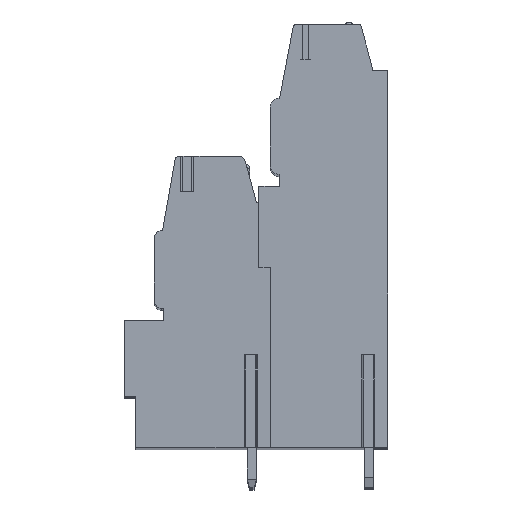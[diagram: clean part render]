
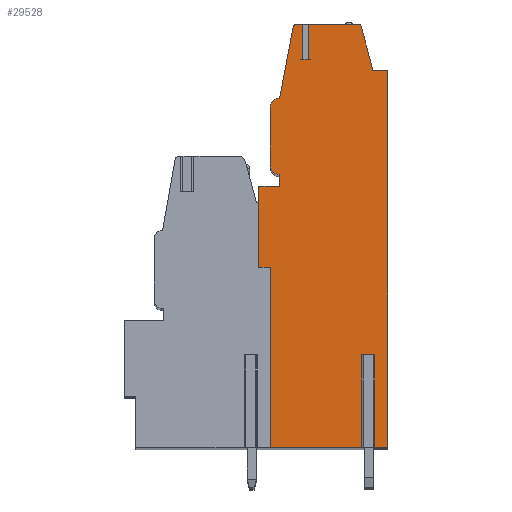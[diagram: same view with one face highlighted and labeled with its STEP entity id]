
A CAD part, top view. The second image highlights one B-rep face of the part: STEP entity #29528.
In plain terms, the highlighted planar face has unit normal (0, 0, 1).
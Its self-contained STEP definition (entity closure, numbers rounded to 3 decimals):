
#13=DIRECTION('',(0.,1.,0.));
#14=VECTOR('',#13,15.6);
#15=CARTESIAN_POINT('',(1.,-19.1,104.14));
#16=LINE('',#15,#14);
#17=DIRECTION('',(1.,0.,0.));
#18=VECTOR('',#17,1.);
#19=CARTESIAN_POINT('',(0.,-3.5,104.14));
#20=LINE('',#19,#18);
#21=DIRECTION('',(-1.,0.,0.));
#22=VECTOR('',#21,1.8);
#23=CARTESIAN_POINT('',(1.8,3.5,104.14));
#24=LINE('',#23,#22);
#25=DIRECTION('',(0.,-1.,0.));
#26=VECTOR('',#25,1.);
#27=CARTESIAN_POINT('',(1.8,4.5,104.14));
#28=LINE('',#27,#26);
#29=CARTESIAN_POINT('',(1.8,5.3,104.14));
#30=DIRECTION('',(0.,0.,1.));
#31=DIRECTION('',(-1.,0.,0.));
#32=AXIS2_PLACEMENT_3D('',#29,#30,#31);
#34=DIRECTION('',(0.,-1.,0.));
#35=VECTOR('',#34,5.);
#36=CARTESIAN_POINT('',(1.,10.3,104.14));
#37=LINE('',#36,#35);
#38=CARTESIAN_POINT('',(1.8,10.3,104.14));
#39=DIRECTION('',(0.,0.,1.));
#40=DIRECTION('',(0.,1.,0.));
#41=AXIS2_PLACEMENT_3D('',#38,#39,#40);
#43=DIRECTION('',(-0.186,-0.983,0.));
#44=VECTOR('',#43,6.265);
#45=CARTESIAN_POINT('',(2.964,17.256,104.14));
#46=LINE('',#45,#44);
#47=CARTESIAN_POINT('',(3.259,17.2,104.14));
#48=DIRECTION('',(0.,0.,1.));
#49=DIRECTION('',(0.,1.,0.));
#50=AXIS2_PLACEMENT_3D('',#47,#48,#49);
#52=DIRECTION('',(-1.,0.,0.));
#53=VECTOR('',#52,0.551);
#54=CARTESIAN_POINT('',(3.81,17.5,104.14));
#55=LINE('',#54,#53);
#56=DIRECTION('',(0.,-1.,0.));
#57=VECTOR('',#56,3.05);
#58=CARTESIAN_POINT('',(3.81,17.5,104.14));
#59=LINE('',#58,#57);
#60=DIRECTION('',(1.,0.,0.));
#61=VECTOR('',#60,0.5);
#62=CARTESIAN_POINT('',(3.81,14.45,104.14));
#63=LINE('',#62,#61);
#64=DIRECTION('',(0.,-1.,0.));
#65=VECTOR('',#64,3.05);
#66=CARTESIAN_POINT('',(4.31,17.5,104.14));
#67=LINE('',#66,#65);
#68=DIRECTION('',(-1.,0.,0.));
#69=VECTOR('',#68,4.27);
#70=CARTESIAN_POINT('',(8.58,17.5,104.14));
#71=LINE('',#70,#69);
#72=CARTESIAN_POINT('',(8.58,17.2,104.14));
#73=DIRECTION('',(0.,0.,1.));
#74=DIRECTION('',(0.965,0.261,0.));
#75=AXIS2_PLACEMENT_3D('',#72,#73,#74);
#77=DIRECTION('',(-0.261,0.965,0.));
#78=VECTOR('',#77,3.539);
#79=CARTESIAN_POINT('',(9.792,13.861,104.14));
#80=LINE('',#79,#78);
#81=DIRECTION('',(-0.035,0.999,0.));
#82=VECTOR('',#81,0.361);
#83=CARTESIAN_POINT('',(9.805,13.5,104.14));
#84=LINE('',#83,#82);
#85=DIRECTION('',(-1.,0.,0.));
#86=VECTOR('',#85,1.355);
#87=CARTESIAN_POINT('',(11.16,13.5,104.14));
#88=LINE('',#87,#86);
#89=DIRECTION('',(0.,1.,0.));
#90=VECTOR('',#89,32.6);
#91=CARTESIAN_POINT('',(11.16,-19.1,104.14));
#92=LINE('',#91,#90);
#93=DIRECTION('',(1.,0.,0.));
#94=VECTOR('',#93,1.39);
#95=CARTESIAN_POINT('',(9.77,-19.1,104.14));
#96=LINE('',#95,#94);
#97=DIRECTION('',(0.,1.,0.));
#98=VECTOR('',#97,8.);
#99=CARTESIAN_POINT('',(9.77,-19.1,104.14));
#100=LINE('',#99,#98);
#101=DIRECTION('',(-1.,0.,0.));
#102=VECTOR('',#101,0.62);
#103=CARTESIAN_POINT('',(9.77,-11.1,104.14));
#104=LINE('',#103,#102);
#105=DIRECTION('',(0.,1.,0.));
#106=VECTOR('',#105,8.);
#107=CARTESIAN_POINT('',(9.15,-19.1,104.14));
#108=LINE('',#107,#106);
#109=DIRECTION('',(1.,0.,0.));
#110=VECTOR('',#109,8.15);
#111=CARTESIAN_POINT('',(1.,-19.1,104.14));
#112=LINE('',#111,#110);
#281=DIRECTION('',(0.,-1.,0.));
#282=VECTOR('',#281,7.);
#283=CARTESIAN_POINT('',(0.,3.5,104.14));
#284=LINE('',#283,#282);
#23210=CARTESIAN_POINT('',(11.16,-19.1,104.14));
#23211=CARTESIAN_POINT('',(11.16,13.5,104.14));
#23212=VERTEX_POINT('',#23210);
#23213=VERTEX_POINT('',#23211);
#23214=CARTESIAN_POINT('',(9.805,13.5,104.14));
#23215=VERTEX_POINT('',#23214);
#23216=CARTESIAN_POINT('',(9.792,13.861,104.14));
#23217=VERTEX_POINT('',#23216);
#23218=CARTESIAN_POINT('',(8.87,17.278,104.14));
#23219=VERTEX_POINT('',#23218);
#23220=CARTESIAN_POINT('',(8.58,17.5,104.14));
#23221=VERTEX_POINT('',#23220);
#23222=CARTESIAN_POINT('',(3.259,17.5,104.14));
#23223=CARTESIAN_POINT('',(2.964,17.256,104.14));
#23224=VERTEX_POINT('',#23222);
#23225=VERTEX_POINT('',#23223);
#23226=CARTESIAN_POINT('',(1.8,11.1,104.14));
#23227=VERTEX_POINT('',#23226);
#23228=CARTESIAN_POINT('',(1.,10.3,104.14));
#23229=VERTEX_POINT('',#23228);
#23230=CARTESIAN_POINT('',(1.,5.3,104.14));
#23231=VERTEX_POINT('',#23230);
#23232=CARTESIAN_POINT('',(1.8,4.5,104.14));
#23233=VERTEX_POINT('',#23232);
#23234=CARTESIAN_POINT('',(1.8,3.5,104.14));
#23235=VERTEX_POINT('',#23234);
#23236=CARTESIAN_POINT('',(0.,3.5,104.14));
#23237=VERTEX_POINT('',#23236);
#23322=CARTESIAN_POINT('',(9.77,-11.1,104.14));
#23323=CARTESIAN_POINT('',(9.15,-11.1,104.14));
#23324=VERTEX_POINT('',#23322);
#23325=VERTEX_POINT('',#23323);
#23326=CARTESIAN_POINT('',(9.77,-19.1,104.14));
#23327=VERTEX_POINT('',#23326);
#23328=CARTESIAN_POINT('',(9.15,-19.1,104.14));
#23329=VERTEX_POINT('',#23328);
#23330=CARTESIAN_POINT('',(1.,-19.1,104.14));
#23331=VERTEX_POINT('',#23330);
#23368=CARTESIAN_POINT('',(3.81,14.45,104.14));
#23369=CARTESIAN_POINT('',(4.31,14.45,104.14));
#23370=VERTEX_POINT('',#23368);
#23371=VERTEX_POINT('',#23369);
#23372=CARTESIAN_POINT('',(3.81,17.5,104.14));
#23373=VERTEX_POINT('',#23372);
#23378=CARTESIAN_POINT('',(4.31,17.5,104.14));
#23379=VERTEX_POINT('',#23378);
#29011=CARTESIAN_POINT('',(1.,-3.5,104.14));
#29012=VERTEX_POINT('',#29011);
#29013=CARTESIAN_POINT('',(0.,-3.5,104.14));
#29014=VERTEX_POINT('',#29013);
#29471=CARTESIAN_POINT('',(0.,0.,104.14));
#29472=DIRECTION('',(0.,0.,1.));
#29473=DIRECTION('',(1.,0.,0.));
#29474=AXIS2_PLACEMENT_3D('',#29471,#29472,#29473);
#29475=PLANE('',#29474);
#29477=ORIENTED_EDGE('',*,*,#29476,.T.);
#29479=ORIENTED_EDGE('',*,*,#29478,.F.);
#29481=ORIENTED_EDGE('',*,*,#29480,.F.);
#29483=ORIENTED_EDGE('',*,*,#29482,.F.);
#29485=ORIENTED_EDGE('',*,*,#29484,.F.);
#29487=ORIENTED_EDGE('',*,*,#29486,.F.);
#29489=ORIENTED_EDGE('',*,*,#29488,.F.);
#29491=ORIENTED_EDGE('',*,*,#29490,.F.);
#29493=ORIENTED_EDGE('',*,*,#29492,.F.);
#29495=ORIENTED_EDGE('',*,*,#29494,.F.);
#29497=ORIENTED_EDGE('',*,*,#29496,.F.);
#29499=ORIENTED_EDGE('',*,*,#29498,.T.);
#29501=ORIENTED_EDGE('',*,*,#29500,.T.);
#29503=ORIENTED_EDGE('',*,*,#29502,.F.);
#29505=ORIENTED_EDGE('',*,*,#29504,.F.);
#29507=ORIENTED_EDGE('',*,*,#29506,.F.);
#29509=ORIENTED_EDGE('',*,*,#29508,.F.);
#29511=ORIENTED_EDGE('',*,*,#29510,.F.);
#29513=ORIENTED_EDGE('',*,*,#29512,.F.);
#29515=ORIENTED_EDGE('',*,*,#29514,.F.);
#29517=ORIENTED_EDGE('',*,*,#29516,.F.);
#29519=ORIENTED_EDGE('',*,*,#29518,.T.);
#29521=ORIENTED_EDGE('',*,*,#29520,.T.);
#29523=ORIENTED_EDGE('',*,*,#29522,.F.);
#29525=ORIENTED_EDGE('',*,*,#29524,.F.);
#29526=EDGE_LOOP('',(#29477,#29479,#29481,#29483,#29485,#29487,#29489,#29491,
#29493,#29495,#29497,#29499,#29501,#29503,#29505,#29507,#29509,#29511,#29513,
#29515,#29517,#29519,#29521,#29523,#29525));
#29527=FACE_OUTER_BOUND('',#29526,.F.);
#33=CIRCLE('',#32,0.8);
#42=CIRCLE('',#41,0.8);
#51=CIRCLE('',#50,0.3);
#76=CIRCLE('',#75,0.3);
#29476=EDGE_CURVE('',#23331,#29012,#16,.T.);
#29478=EDGE_CURVE('',#29014,#29012,#20,.T.);
#29480=EDGE_CURVE('',#23237,#29014,#284,.T.);
#29482=EDGE_CURVE('',#23235,#23237,#24,.T.);
#29484=EDGE_CURVE('',#23233,#23235,#28,.T.);
#29486=EDGE_CURVE('',#23231,#23233,#33,.T.);
#29488=EDGE_CURVE('',#23229,#23231,#37,.T.);
#29490=EDGE_CURVE('',#23227,#23229,#42,.T.);
#29492=EDGE_CURVE('',#23225,#23227,#46,.T.);
#29494=EDGE_CURVE('',#23224,#23225,#51,.T.);
#29496=EDGE_CURVE('',#23373,#23224,#55,.T.);
#29498=EDGE_CURVE('',#23373,#23370,#59,.T.);
#29500=EDGE_CURVE('',#23370,#23371,#63,.T.);
#29502=EDGE_CURVE('',#23379,#23371,#67,.T.);
#29504=EDGE_CURVE('',#23221,#23379,#71,.T.);
#29506=EDGE_CURVE('',#23219,#23221,#76,.T.);
#29508=EDGE_CURVE('',#23217,#23219,#80,.T.);
#29510=EDGE_CURVE('',#23215,#23217,#84,.T.);
#29512=EDGE_CURVE('',#23213,#23215,#88,.T.);
#29514=EDGE_CURVE('',#23212,#23213,#92,.T.);
#29516=EDGE_CURVE('',#23327,#23212,#96,.T.);
#29518=EDGE_CURVE('',#23327,#23324,#100,.T.);
#29520=EDGE_CURVE('',#23324,#23325,#104,.T.);
#29522=EDGE_CURVE('',#23329,#23325,#108,.T.);
#29524=EDGE_CURVE('',#23331,#23329,#112,.T.);
#29528=ADVANCED_FACE('',(#29527),#29475,.T.);
